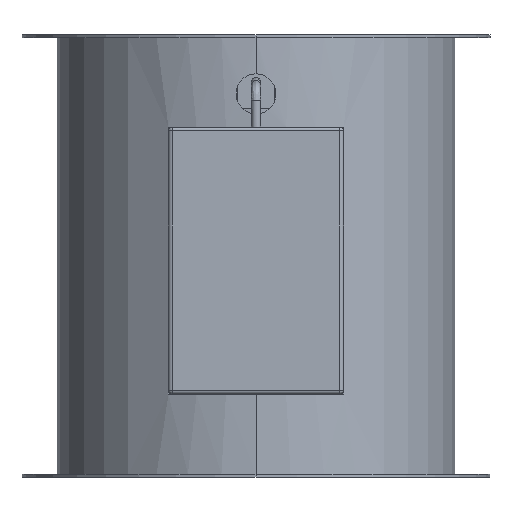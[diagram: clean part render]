
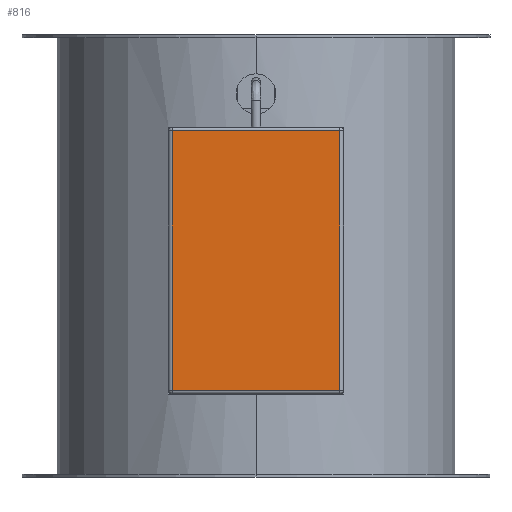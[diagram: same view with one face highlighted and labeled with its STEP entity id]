
A CAD part, left-side view. The second image highlights one B-rep face of the part: STEP entity #816.
In plain terms, the highlighted planar face has unit normal (-1, 0, 0).
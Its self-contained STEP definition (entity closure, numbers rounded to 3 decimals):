
#163 = VERTEX_POINT ( 'NONE', #5704 ) ;
#164 = VERTEX_POINT ( 'NONE', #1451 ) ;
#266 = ORIENTED_EDGE ( 'NONE', *, *, #6930, .F. ) ;
#461 = DIRECTION ( 'NONE',  ( 0., 1., 0. ) ) ;
#571 = ORIENTED_EDGE ( 'NONE', *, *, #7301, .F. ) ;
#651 = CARTESIAN_POINT ( 'NONE',  ( -165., 0., -2.5 ) ) ;
#704 = VECTOR ( 'NONE', #1936, 1000. ) ;
#807 = CARTESIAN_POINT ( 'NONE',  ( -165., 45.5, -2.5 ) ) ;
#816 = ADVANCED_FACE ( 'NONE', ( #4141 ), #4891, .T. ) ;
#833 = EDGE_LOOP ( 'NONE', ( #5923, #266, #2450, #571 ) ) ;
#930 = EDGE_CURVE ( 'NONE', #1385, #163, #5590, .T. ) ;
#1225 = LINE ( 'NONE', #4199, #7780 ) ;
#1385 = VERTEX_POINT ( 'NONE', #3484 ) ;
#1451 = CARTESIAN_POINT ( 'NONE',  ( -165., -45.5, -73. ) ) ;
#1513 = CARTESIAN_POINT ( 'NONE',  ( -165., 0., 68. ) ) ;
#1936 = DIRECTION ( 'NONE',  ( 0., 0., 1. ) ) ;
#2450 = ORIENTED_EDGE ( 'NONE', *, *, #3007, .F. ) ;
#2494 = VECTOR ( 'NONE', #5172, 1000. ) ;
#3007 = EDGE_CURVE ( 'NONE', #7061, #164, #1225, .T. ) ;
#3224 = CARTESIAN_POINT ( 'NONE',  ( -165., -45.5, 68. ) ) ;
#3484 = CARTESIAN_POINT ( 'NONE',  ( -165., 45.5, -73. ) ) ;
#4141 = FACE_OUTER_BOUND ( 'NONE', #833, .T. ) ;
#4199 = CARTESIAN_POINT ( 'NONE',  ( -165., -45.5, -2.5 ) ) ;
#4341 = CARTESIAN_POINT ( 'NONE',  ( -165., 0., -73. ) ) ;
#4850 = DIRECTION ( 'NONE',  ( 0., 0., 1. ) ) ;
#4891 = PLANE ( 'NONE',  #6486 ) ;
#5172 = DIRECTION ( 'NONE',  ( 0., -1., 0. ) ) ;
#5293 = LINE ( 'NONE', #4341, #7737 ) ;
#5590 = LINE ( 'NONE', #807, #704 ) ;
#5704 = CARTESIAN_POINT ( 'NONE',  ( -165., 45.5, 68. ) ) ;
#5710 = LINE ( 'NONE', #1513, #2494 ) ;
#5923 = ORIENTED_EDGE ( 'NONE', *, *, #930, .F. ) ;
#6486 = AXIS2_PLACEMENT_3D ( 'NONE', #651, #6521, #4850 ) ;
#6521 = DIRECTION ( 'NONE',  ( -1., 0., 0. ) ) ;
#6569 = DIRECTION ( 'NONE',  ( 0., 0., -1. ) ) ;
#6930 = EDGE_CURVE ( 'NONE', #164, #1385, #5293, .T. ) ;
#7061 = VERTEX_POINT ( 'NONE', #3224 ) ;
#7301 = EDGE_CURVE ( 'NONE', #163, #7061, #5710, .T. ) ;
#7737 = VECTOR ( 'NONE', #461, 1000. ) ;
#7780 = VECTOR ( 'NONE', #6569, 1000. ) ;
